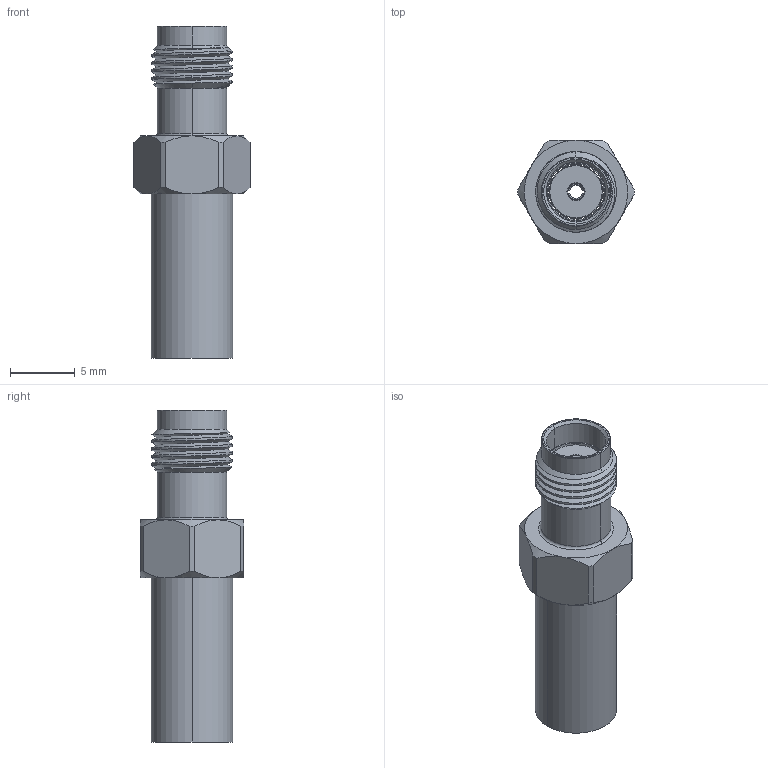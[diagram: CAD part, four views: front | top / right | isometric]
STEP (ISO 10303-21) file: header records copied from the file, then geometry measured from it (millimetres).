
FILE_DESCRIPTION (( 'STEP AP214' ), '1' );
FILE_NAME ('30-054-D3-DA.STEP', '2024-08-08T19:34:36', ( '' ), ( '' ), 'SwSTEP 2.0', 'SolidWorks 2024', '' );
FILE_SCHEMA (( 'AUTOMOTIVE_DESIGN' ));
Length unit declared in the file: millimetre
Products named in the file (1): 30-054-D3-DA
Bounding box: 9 x 8 x 25.7 mm (x, y, z)
Surface area: 913.1 mm2 (no closed solid volume)
Topology: 0 solids, 5 shells, 75 faces, 189 edges, 122 vertices
Faces by surface type: cone 26, cylinder 25, plane 18, torus 4, bspline 2
Entity records: 3144 total; most frequent: CARTESIAN_POINT 1417, DIRECTION 358, ORIENTED_EDGE 350, EDGE_CURVE 189, AXIS2_PLACEMENT_3D 150, VERTEX_POINT 122, EDGE_LOOP 81, CIRCLE 76
